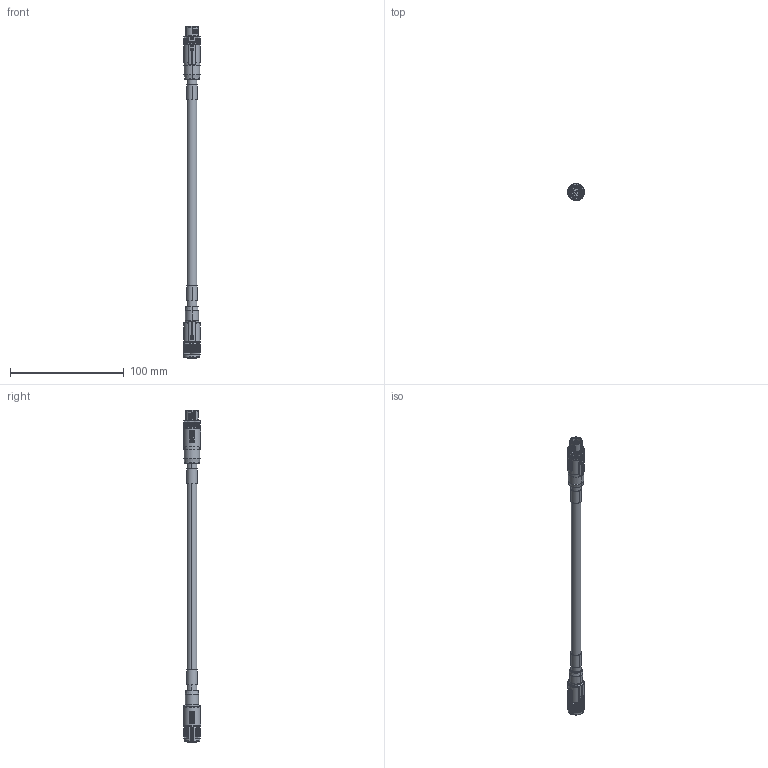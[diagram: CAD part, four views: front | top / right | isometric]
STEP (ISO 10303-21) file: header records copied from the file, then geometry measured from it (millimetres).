
FILE_DESCRIPTION(/* description */ ('Alibre Inc.'),/* implementation_level */ '2;1');
FILE_NAME(/* name */ 'export-61C58A3C-B8B1-4637-A273-3D46702574F0',/* time_stamp */ '2021-02-04T21:22:42+01:00',/* author */ (''),/* organization */ (''),/* preprocessor_version */ 'ST-DEVELOPER v17',/* originating_system */ 'Alibre',/* authorisation */ '');
FILE_SCHEMA (('AUTOMOTIVE_DESIGN'));
Length unit declared in the file: millimetre
Products named in the file (1): 1404942
Bounding box: 15 x 15.01 x 292.3 mm (x, y, z)
Volume: 24197.5 mm3; surface area: 12094.7 mm2
Topology: 1 solids, 1 shells, 1711 faces, 4481 edges, 2895 vertices
Faces by surface type: plane 959, cylinder 359, bspline 243, torus 68, cone 54, sphere 28
Entity records: 78807 total; most frequent: CARTESIAN_POINT 40641, ORIENTED_EDGE 8914, DIRECTION 5957, EDGE_CURVE 4457, VERTEX_POINT 2895, VECTOR 2479, LINE 2479, AXIS2_PLACEMENT_3D 2176
